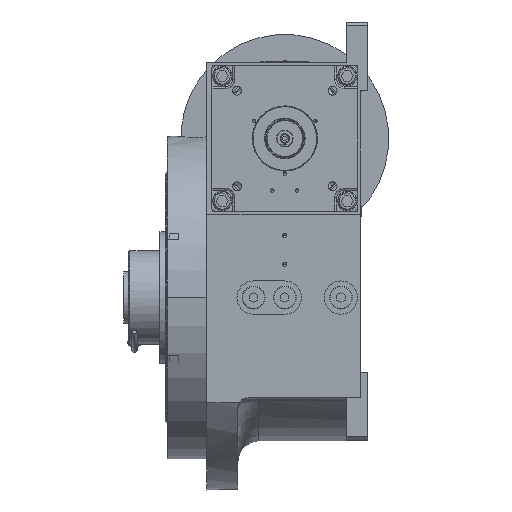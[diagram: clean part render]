
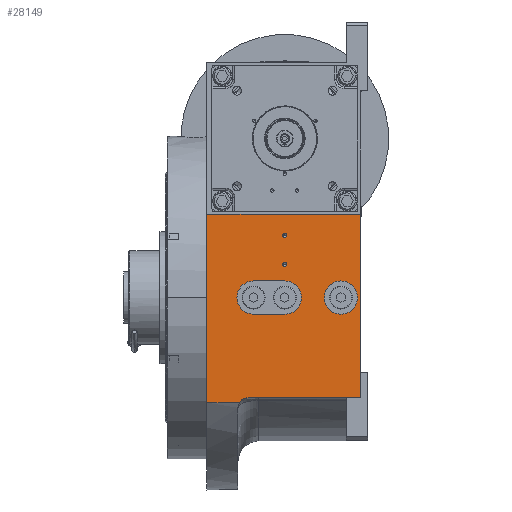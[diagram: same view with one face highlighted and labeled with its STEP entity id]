
A CAD part, left-side view. The second image highlights one B-rep face of the part: STEP entity #28149.
In plain terms, the highlighted planar face has unit normal (-1, 0, 0).
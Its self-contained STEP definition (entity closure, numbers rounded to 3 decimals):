
#299 = ORIENTED_EDGE ( 'NONE', *, *, #54691, .F. ) ;
#419 = DIRECTION ( 'NONE',  ( -1., 0., 0. ) ) ;
#791 = VERTEX_POINT ( 'NONE', #15008 ) ;
#971 = AXIS2_PLACEMENT_3D ( 'NONE', #12808, #23260, #28665 ) ;
#1548 = CARTESIAN_POINT ( 'NONE',  ( -155., 75., 80. ) ) ;
#2171 = CIRCLE ( 'NONE', #50769, 16. ) ;
#2855 = ORIENTED_EDGE ( 'NONE', *, *, #36146, .T. ) ;
#3191 = CARTESIAN_POINT ( 'NONE',  ( -155., 30., -16. ) ) ;
#3396 = CARTESIAN_POINT ( 'NONE',  ( -155., -38., 0. ) ) ;
#4367 = LINE ( 'NONE', #65250, #43341 ) ;
#5210 = FACE_OUTER_BOUND ( 'NONE', #35269, .T. ) ;
#5532 = DIRECTION ( 'NONE',  ( -1., 0., 0. ) ) ;
#5535 = DIRECTION ( 'NONE',  ( 0., 1., 0. ) ) ;
#5804 = VERTEX_POINT ( 'NONE', #60846 ) ;
#6244 = ORIENTED_EDGE ( 'NONE', *, *, #59564, .T. ) ;
#6459 = DIRECTION ( 'NONE',  ( 0., 1., 0. ) ) ;
#7578 = DIRECTION ( 'NONE',  ( 0., 1., 0. ) ) ;
#7868 = ORIENTED_EDGE ( 'NONE', *, *, #49552, .F. ) ;
#8198 = CARTESIAN_POINT ( 'NONE',  ( -155., 43.657, -100.995 ) ) ;
#8243 = CIRCLE ( 'NONE', #61152, 2.1 ) ;
#9451 = EDGE_LOOP ( 'NONE', ( #23369, #42189 ) ) ;
#10036 = EDGE_CURVE ( 'NONE', #49725, #39195, #62462, .T. ) ;
#10100 = DIRECTION ( 'NONE',  ( 0., 0., 1. ) ) ;
#10162 = DIRECTION ( 'NONE',  ( 0., 1., 0. ) ) ;
#10613 = FACE_BOUND ( 'NONE', #47727, .T. ) ;
#10939 = VECTOR ( 'NONE', #21240, 1000. ) ;
#10942 = FACE_BOUND ( 'NONE', #38102, .T. ) ;
#11442 = DIRECTION ( 'NONE',  ( 0., -1., 0. ) ) ;
#12336 = CIRCLE ( 'NONE', #47941, 16. ) ;
#12808 = CARTESIAN_POINT ( 'NONE',  ( -155., 30., 0. ) ) ;
#13501 = DIRECTION ( 'NONE',  ( 1., 0., 0. ) ) ;
#14158 = CARTESIAN_POINT ( 'NONE',  ( -155., 0., 60. ) ) ;
#14543 = ORIENTED_EDGE ( 'NONE', *, *, #62725, .F. ) ;
#14843 = VECTOR ( 'NONE', #7578, 1000. ) ;
#15008 = CARTESIAN_POINT ( 'NONE',  ( -155., 30., 16. ) ) ;
#15275 = DIRECTION ( 'NONE',  ( -1., 0., 0. ) ) ;
#15285 = CARTESIAN_POINT ( 'NONE',  ( -155., 43.657, -100.995 ) ) ;
#15684 = FACE_BOUND ( 'NONE', #9451, .T. ) ;
#15689 = CARTESIAN_POINT ( 'NONE',  ( -155., 0., 32. ) ) ;
#16705 = CARTESIAN_POINT ( 'NONE',  ( -155., 75., -100.995 ) ) ;
#17529 = CARTESIAN_POINT ( 'NONE',  ( -155., -54., 0. ) ) ;
#17842 = ORIENTED_EDGE ( 'NONE', *, *, #26159, .F. ) ;
#18194 = DIRECTION ( 'NONE',  ( -1., 0., 0. ) ) ;
#18494 = EDGE_CURVE ( 'NONE', #32061, #24685, #40975, .T. ) ;
#18565 = DIRECTION ( 'NONE',  ( 0., -1., 0. ) ) ;
#18636 = VERTEX_POINT ( 'NONE', #28093 ) ;
#18878 = CARTESIAN_POINT ( 'NONE',  ( -155., -2.1, 32. ) ) ;
#20276 = VERTEX_POINT ( 'NONE', #37778 ) ;
#20689 = VERTEX_POINT ( 'NONE', #3191 ) ;
#20960 = LINE ( 'NONE', #31123, #64634 ) ;
#21240 = DIRECTION ( 'NONE',  ( 0., -1., 0. ) ) ;
#22588 = CIRCLE ( 'NONE', #971, 16. ) ;
#23046 = DIRECTION ( 'NONE',  ( 1., 0., 0. ) ) ;
#23240 = DIRECTION ( 'NONE',  ( 0., -1., 0. ) ) ;
#23260 = DIRECTION ( 'NONE',  ( -1., 0., 0. ) ) ;
#23369 = ORIENTED_EDGE ( 'NONE', *, *, #27952, .F. ) ;
#24685 = VERTEX_POINT ( 'NONE', #1548 ) ;
#26146 = DIRECTION ( 'NONE',  ( 0., 0., 1. ) ) ;
#26159 = EDGE_CURVE ( 'NONE', #40315, #791, #49150, .T. ) ;
#26305 = LINE ( 'NONE', #46942, #10939 ) ;
#26414 = LINE ( 'NONE', #15285, #55437 ) ;
#26870 = EDGE_CURVE ( 'NONE', #33329, #20276, #20960, .T. ) ;
#27952 = EDGE_CURVE ( 'NONE', #18636, #32866, #2171, .T. ) ;
#27989 = ORIENTED_EDGE ( 'NONE', *, *, #26870, .F. ) ;
#28093 = CARTESIAN_POINT ( 'NONE',  ( -155., -70., 0. ) ) ;
#28149 = ADVANCED_FACE ( 'NONE', ( #10942, #15684, #10613, #29642, #5210 ), #31235, .T. ) ;
#28339 = ORIENTED_EDGE ( 'NONE', *, *, #18494, .F. ) ;
#28503 = CARTESIAN_POINT ( 'NONE',  ( -155., 2.1, 60. ) ) ;
#28655 = ORIENTED_EDGE ( 'NONE', *, *, #10036, .T. ) ;
#28665 = DIRECTION ( 'NONE',  ( 0., 0., 1. ) ) ;
#28896 = AXIS2_PLACEMENT_3D ( 'NONE', #56886, #419, #51483 ) ;
#29642 = FACE_BOUND ( 'NONE', #51213, .T. ) ;
#30148 = DIRECTION ( 'NONE',  ( 0., 0.866, 0.5 ) ) ;
#30822 = DIRECTION ( 'NONE',  ( 0., 0., 1. ) ) ;
#31017 = CARTESIAN_POINT ( 'NONE',  ( -155., -73., -96. ) ) ;
#31123 = CARTESIAN_POINT ( 'NONE',  ( -155., -73., -96. ) ) ;
#31130 = AXIS2_PLACEMENT_3D ( 'NONE', #49671, #13501, #18565 ) ;
#31235 = PLANE ( 'NONE',  #33513 ) ;
#31402 = EDGE_CURVE ( 'NONE', #39170, #32061, #26414, .T. ) ;
#32061 = VERTEX_POINT ( 'NONE', #16705 ) ;
#32148 = LINE ( 'NONE', #52773, #63069 ) ;
#32344 = CARTESIAN_POINT ( 'NONE',  ( -155., -73., 80. ) ) ;
#32866 = VERTEX_POINT ( 'NONE', #3396 ) ;
#33282 = CARTESIAN_POINT ( 'NONE',  ( -155., 0., 16. ) ) ;
#33329 = VERTEX_POINT ( 'NONE', #31017 ) ;
#33513 = AXIS2_PLACEMENT_3D ( 'NONE', #52171, #5532, #26146 ) ;
#34605 = VERTEX_POINT ( 'NONE', #18878 ) ;
#34670 = CARTESIAN_POINT ( 'NONE',  ( -155., 0., 16. ) ) ;
#35269 = EDGE_LOOP ( 'NONE', ( #42414, #52815, #28339, #39614, #39310, #27989 ) ) ;
#36146 = EDGE_CURVE ( 'NONE', #5804, #34605, #58709, .T. ) ;
#37778 = CARTESIAN_POINT ( 'NONE',  ( -155., 35., -96. ) ) ;
#38102 = EDGE_LOOP ( 'NONE', ( #17842, #7868, #299, #14543 ) ) ;
#39170 = VERTEX_POINT ( 'NONE', #8198 ) ;
#39195 = VERTEX_POINT ( 'NONE', #28503 ) ;
#39310 = ORIENTED_EDGE ( 'NONE', *, *, #55406, .T. ) ;
#39614 = ORIENTED_EDGE ( 'NONE', *, *, #31402, .F. ) ;
#39937 = DIRECTION ( 'NONE',  ( 1., 0., 0. ) ) ;
#40315 = VERTEX_POINT ( 'NONE', #34670 ) ;
#40733 = CIRCLE ( 'NONE', #28896, 16. ) ;
#40975 = LINE ( 'NONE', #61593, #56800 ) ;
#41864 = CARTESIAN_POINT ( 'NONE',  ( -155., 0., 32. ) ) ;
#42189 = ORIENTED_EDGE ( 'NONE', *, *, #55473, .F. ) ;
#42414 = ORIENTED_EDGE ( 'NONE', *, *, #54544, .T. ) ;
#42770 = ORIENTED_EDGE ( 'NONE', *, *, #49600, .T. ) ;
#43341 = VECTOR ( 'NONE', #10100, 1000. ) ;
#43618 = CIRCLE ( 'NONE', #64207, 10. ) ;
#45124 = CIRCLE ( 'NONE', #60214, 2.1 ) ;
#45708 = DIRECTION ( 'NONE',  ( 0., 1., 0. ) ) ;
#46942 = CARTESIAN_POINT ( 'NONE',  ( -155., 30., -16. ) ) ;
#47727 = EDGE_LOOP ( 'NONE', ( #2855, #6244 ) ) ;
#47941 = AXIS2_PLACEMENT_3D ( 'NONE', #60563, #15275, #45708 ) ;
#49150 = LINE ( 'NONE', #33282, #14843 ) ;
#49552 = EDGE_CURVE ( 'NONE', #62355, #40315, #40733, .T. ) ;
#49600 = EDGE_CURVE ( 'NONE', #39195, #49725, #45124, .T. ) ;
#49671 = CARTESIAN_POINT ( 'NONE',  ( -155., 0., 60. ) ) ;
#49725 = VERTEX_POINT ( 'NONE', #54148 ) ;
#50769 = AXIS2_PLACEMENT_3D ( 'NONE', #17529, #18194, #23240 ) ;
#51213 = EDGE_LOOP ( 'NONE', ( #42770, #28655 ) ) ;
#51483 = DIRECTION ( 'NONE',  ( 0., 0., -1. ) ) ;
#52171 = CARTESIAN_POINT ( 'NONE',  ( -155., -73., -100.995 ) ) ;
#52221 = AXIS2_PLACEMENT_3D ( 'NONE', #15689, #57574, #5535 ) ;
#52435 = DIRECTION ( 'NONE',  ( 0., 1., 0. ) ) ;
#52773 = CARTESIAN_POINT ( 'NONE',  ( -155., -73., 80. ) ) ;
#52815 = ORIENTED_EDGE ( 'NONE', *, *, #55640, .T. ) ;
#53830 = DIRECTION ( 'NONE',  ( 0., 1., 0. ) ) ;
#54148 = CARTESIAN_POINT ( 'NONE',  ( -155., -2.1, 60. ) ) ;
#54544 = EDGE_CURVE ( 'NONE', #33329, #64033, #4367, .T. ) ;
#54691 = EDGE_CURVE ( 'NONE', #20689, #62355, #26305, .T. ) ;
#55406 = EDGE_CURVE ( 'NONE', #39170, #20276, #43618, .T. ) ;
#55437 = VECTOR ( 'NONE', #52435, 1000. ) ;
#55473 = EDGE_CURVE ( 'NONE', #32866, #18636, #12336, .T. ) ;
#55640 = EDGE_CURVE ( 'NONE', #64033, #24685, #32148, .T. ) ;
#56800 = VECTOR ( 'NONE', #30822, 1000. ) ;
#56886 = CARTESIAN_POINT ( 'NONE',  ( -155., 0., 0. ) ) ;
#57574 = DIRECTION ( 'NONE',  ( 1., 0., 0. ) ) ;
#58709 = CIRCLE ( 'NONE', #52221, 2.1 ) ;
#59564 = EDGE_CURVE ( 'NONE', #34605, #5804, #8243, .T. ) ;
#60214 = AXIS2_PLACEMENT_3D ( 'NONE', #14158, #23046, #53830 ) ;
#60563 = CARTESIAN_POINT ( 'NONE',  ( -155., -54., 0. ) ) ;
#60829 = CARTESIAN_POINT ( 'NONE',  ( -155., 0., -16. ) ) ;
#60846 = CARTESIAN_POINT ( 'NONE',  ( -155., 2.1, 32. ) ) ;
#61152 = AXIS2_PLACEMENT_3D ( 'NONE', #41864, #62516, #11442 ) ;
#61593 = CARTESIAN_POINT ( 'NONE',  ( -155., 75., -100.995 ) ) ;
#62355 = VERTEX_POINT ( 'NONE', #60829 ) ;
#62462 = CIRCLE ( 'NONE', #31130, 2.1 ) ;
#62516 = DIRECTION ( 'NONE',  ( 1., 0., 0. ) ) ;
#62725 = EDGE_CURVE ( 'NONE', #791, #20689, #22588, .T. ) ;
#63069 = VECTOR ( 'NONE', #6459, 1000. ) ;
#64033 = VERTEX_POINT ( 'NONE', #32344 ) ;
#64207 = AXIS2_PLACEMENT_3D ( 'NONE', #66676, #39937, #30148 ) ;
#64634 = VECTOR ( 'NONE', #10162, 1000. ) ;
#65250 = CARTESIAN_POINT ( 'NONE',  ( -155., -73., -96. ) ) ;
#66676 = CARTESIAN_POINT ( 'NONE',  ( -155., 35., -106. ) ) ;
